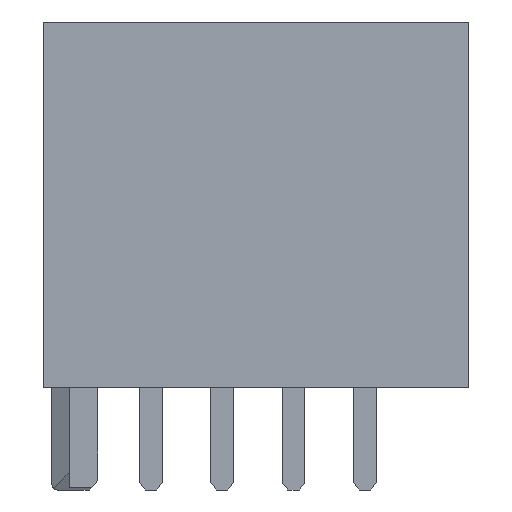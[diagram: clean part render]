
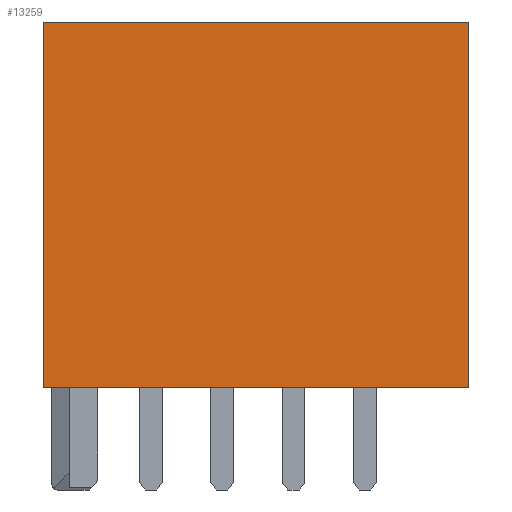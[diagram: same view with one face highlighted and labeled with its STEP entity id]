
A CAD part, left-side view. The second image highlights one B-rep face of the part: STEP entity #13259.
In plain terms, the highlighted planar face has unit normal (-1, 0, 0).
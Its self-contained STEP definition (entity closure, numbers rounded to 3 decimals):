
#1742=ORIENTED_EDGE('',*,*,#3962,.F.);
#1743=ORIENTED_EDGE('',*,*,#4066,.F.);
#1744=ORIENTED_EDGE('',*,*,#3971,.F.);
#1745=ORIENTED_EDGE('',*,*,#3954,.F.);
#3954=EDGE_CURVE('',#5173,#5174,#6284,.T.);
#3962=EDGE_CURVE('',#5179,#5173,#6292,.T.);
#3971=EDGE_CURVE('',#5174,#5184,#6301,.T.);
#4066=EDGE_CURVE('',#5184,#5179,#6396,.T.);
#5173=VERTEX_POINT('',#18395);
#5174=VERTEX_POINT('',#18397);
#5179=VERTEX_POINT('',#18411);
#5184=VERTEX_POINT('',#18432);
#6284=LINE('',#18396,#7652);
#6292=LINE('',#18412,#7660);
#6301=LINE('',#18431,#7669);
#6396=LINE('',#18606,#7764);
#7652=VECTOR('',#15465,1000.);
#7660=VECTOR('',#15477,1000.);
#7669=VECTOR('',#15498,1000.);
#7764=VECTOR('',#15675,1000.);
#8418=EDGE_LOOP('',(#1742,#1743,#1744,#1745));
#8932=FACE_BOUND('',#8418,.T.);
#9412=PLANE('',#13799);
#13259=ADVANCED_FACE('',(#8932),#9412,.F.);
#13799=AXIS2_PLACEMENT_3D('',#18605,#15673,#15674);
#15465=DIRECTION('',(0.,1.,0.));
#15477=DIRECTION('',(0.,0.,-1.));
#15498=DIRECTION('',(0.,0.,1.));
#15673=DIRECTION('',(1.,0.,0.));
#15674=DIRECTION('',(0.,0.,1.));
#15675=DIRECTION('',(0.,-1.,0.));
#18395=CARTESIAN_POINT('',(-11.,-7.45,-6.4));
#18396=CARTESIAN_POINT('',(-11.,-7.45,-6.4));
#18397=CARTESIAN_POINT('',(-11.,7.45,-6.4));
#18411=CARTESIAN_POINT('',(-11.,-7.45,6.4));
#18412=CARTESIAN_POINT('',(-11.,-7.45,6.4));
#18431=CARTESIAN_POINT('',(-11.,7.45,-6.4));
#18432=CARTESIAN_POINT('',(-11.,7.45,6.4));
#18605=CARTESIAN_POINT('',(-11.,0.,0.));
#18606=CARTESIAN_POINT('',(-11.,7.45,6.4));
